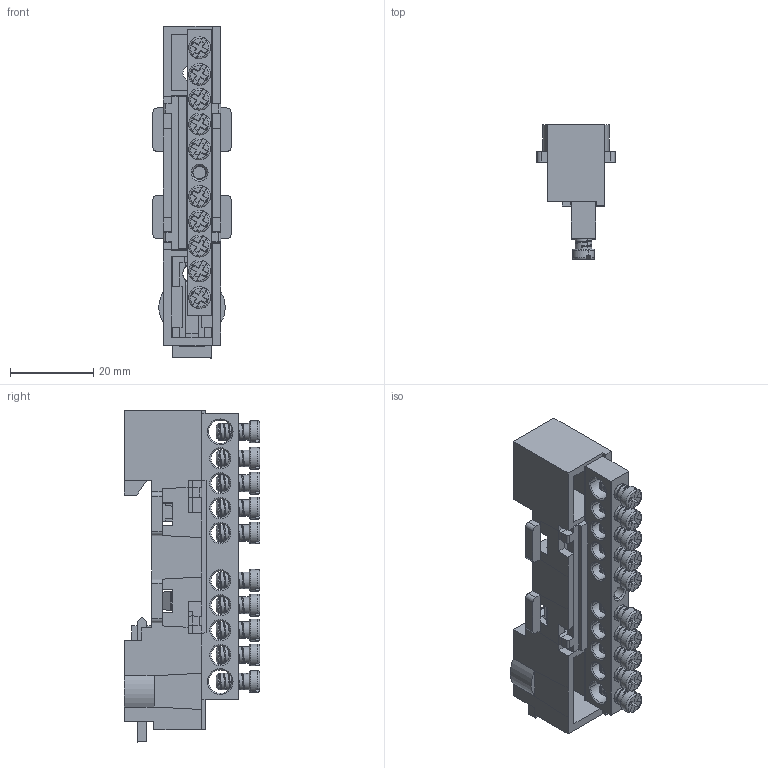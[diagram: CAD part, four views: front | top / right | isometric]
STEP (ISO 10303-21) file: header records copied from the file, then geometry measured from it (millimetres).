
FILE_DESCRIPTION (( 'STEP AP214' ), '1' );
FILE_NAME ('KSN-8 6õ9-10.STEP', '2023-11-17T11:48:49', ( '' ), ( '' ), 'SwSTEP 2.0', 'SolidWorks 2022', '' );
FILE_SCHEMA (( 'AUTOMOTIVE_DESIGN' ));
Length unit declared in the file: millimetre
Products named in the file (8): SHBT-01.01 6х9; защелка UH_каталог; UHBT-4-6x9.10.00; UHBT-4-6x9.10.01; Винт М4х8; Винт М4х8 rezba; KSN-8 6х9-10; Подставка универсалM1_Каталог_2016_63А
Assembly tree (16 placements, depth 3):
  KSN-8 6х9-10
    Подставка универсалM1_Каталог_2016_63А
    SHBT-01.01 6х9
    защелка UH_каталог
    Винт М4х8
    UHBT-4-6x9.10.00
      UHBT-4-6x9.10.01
      Винт М4х8 rezba  x10
Bounding box: 18.8 x 32.6 x 80 mm (x, y, z)
Volume: 12589.1 mm3; surface area: 15567.4 mm2
Topology: 15 solids, 15 shells, 921 faces, 2554 edges, 1646 vertices
Faces by surface type: plane 491, cylinder 274, cone 92, torus 44, bspline 20
Entity records: 18491 total; most frequent: CARTESIAN_POINT 4420, ORIENTED_EDGE 2912, DIRECTION 2657, EDGE_CURVE 1456, LINE 1061, VECTOR 1061, VERTEX_POINT 926, AXIS2_PLACEMENT_3D 798
